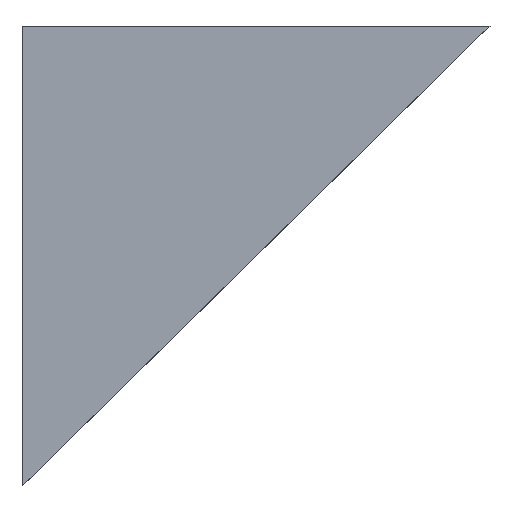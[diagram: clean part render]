
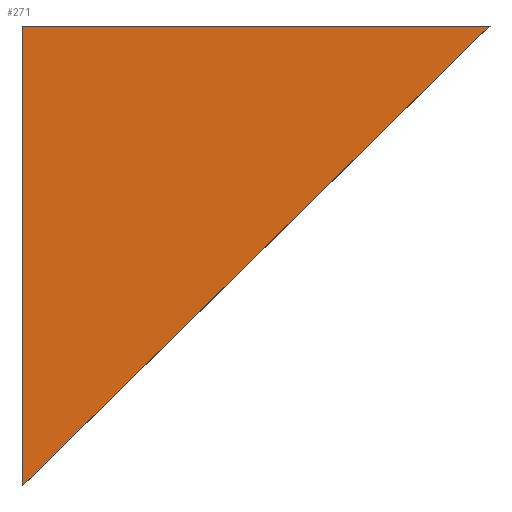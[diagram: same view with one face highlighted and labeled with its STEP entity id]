
A CAD part, front view. The second image highlights one B-rep face of the part: STEP entity #271.
In plain terms, the highlighted planar face has unit normal (0, -1, 0).
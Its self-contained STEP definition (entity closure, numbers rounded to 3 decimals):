
#93=PLANE('',#311);
#105=FACE_OUTER_BOUND('',#119,.T.);
#119=EDGE_LOOP('',(#242,#243,#244));
#139=LINE('',#418,#159);
#140=LINE('',#420,#160);
#141=LINE('',#421,#161);
#159=VECTOR('',#357,10.);
#160=VECTOR('',#358,10.);
#161=VECTOR('',#359,10.);
#184=VERTEX_POINT('',#416);
#185=VERTEX_POINT('',#417);
#186=VERTEX_POINT('',#419);
#205=EDGE_CURVE('',#184,#185,#139,.T.);
#206=EDGE_CURVE('',#185,#186,#140,.T.);
#207=EDGE_CURVE('',#186,#184,#141,.T.);
#242=ORIENTED_EDGE('',*,*,#205,.T.);
#243=ORIENTED_EDGE('',*,*,#206,.T.);
#244=ORIENTED_EDGE('',*,*,#207,.T.);
#271=ADVANCED_FACE('',(#105),#93,.T.);
#311=AXIS2_PLACEMENT_3D('',#415,#355,#356);
#355=DIRECTION('center_axis',(0.,-1.,0.));
#356=DIRECTION('ref_axis',(0.,0.,-1.));
#357=DIRECTION('',(0.,0.,-1.));
#358=DIRECTION('',(0.713,0.,0.701));
#359=DIRECTION('',(-1.,0.,0.));
#415=CARTESIAN_POINT('Origin',(6.712,72.,-9.297));
#416=CARTESIAN_POINT('',(0.,72.,-2.703));
#417=CARTESIAN_POINT('',(0.,72.,-15.891));
#418=CARTESIAN_POINT('',(0.,72.,-15.891));
#419=CARTESIAN_POINT('',(13.424,72.,-2.703));
#420=CARTESIAN_POINT('',(13.424,72.,-2.703));
#421=CARTESIAN_POINT('',(0.,72.,-2.703));
